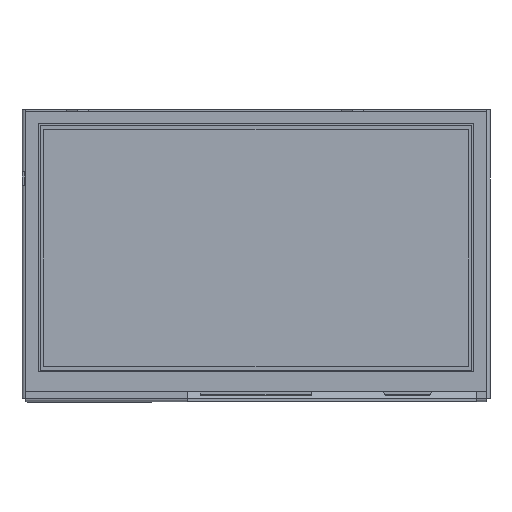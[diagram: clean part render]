
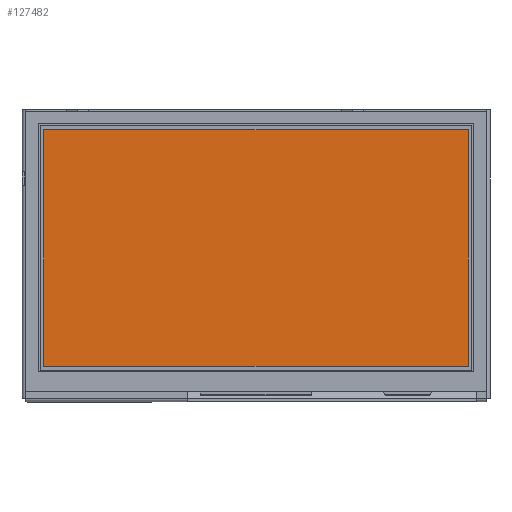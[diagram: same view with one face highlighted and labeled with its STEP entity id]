
A CAD part, top view. The second image highlights one B-rep face of the part: STEP entity #127482.
In plain terms, the highlighted planar face has unit normal (0, 0, 1).
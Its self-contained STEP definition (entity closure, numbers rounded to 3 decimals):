
#7476=PLANE('',#135312);
#13929=FACE_OUTER_BOUND('',#20988,.T.);
#20988=EDGE_LOOP('',(#118891,#118892,#118893,#118894));
#37752=LINE('',#210066,#52967);
#37753=LINE('',#210068,#52968);
#37754=LINE('',#210070,#52969);
#37755=LINE('',#210071,#52970);
#52967=VECTOR('',#165548,10.);
#52968=VECTOR('',#165549,10.);
#52969=VECTOR('',#165550,10.);
#52970=VECTOR('',#165551,10.);
#65015=VERTEX_POINT('',#210064);
#65016=VERTEX_POINT('',#210065);
#65017=VERTEX_POINT('',#210067);
#65018=VERTEX_POINT('',#210069);
#83074=EDGE_CURVE('',#65015,#65016,#37752,.T.);
#83075=EDGE_CURVE('',#65016,#65017,#37753,.T.);
#83076=EDGE_CURVE('',#65017,#65018,#37754,.T.);
#83077=EDGE_CURVE('',#65018,#65015,#37755,.T.);
#118891=ORIENTED_EDGE('',*,*,#83074,.T.);
#118892=ORIENTED_EDGE('',*,*,#83075,.T.);
#118893=ORIENTED_EDGE('',*,*,#83076,.T.);
#118894=ORIENTED_EDGE('',*,*,#83077,.T.);
#127482=ADVANCED_FACE('',(#13929),#7476,.T.);
#135312=AXIS2_PLACEMENT_3D('',#210063,#165546,#165547);
#165546=DIRECTION('center_axis',(0.,0.,
1.));
#165547=DIRECTION('ref_axis',(-1.,0.,0.));
#165548=DIRECTION('',(0.,1.,0.));
#165549=DIRECTION('',(-1.,0.,0.));
#165550=DIRECTION('',(0.,-1.,0.));
#165551=DIRECTION('',(1.,0.,0.));
#210063=CARTESIAN_POINT('Origin',(0.,-1.15,
6.98));
#210064=CARTESIAN_POINT('',(77.04,-42.96,6.98));
#210065=CARTESIAN_POINT('',(77.04,42.96,6.98));
#210066=CARTESIAN_POINT('',(77.04,20.905,6.98));
#210067=CARTESIAN_POINT('',(-77.04,42.96,6.98));
#210068=CARTESIAN_POINT('',(-38.52,42.96,6.98));
#210069=CARTESIAN_POINT('',(-77.04,-42.96,6.98));
#210070=CARTESIAN_POINT('',(-77.04,-22.055,6.98));
#210071=CARTESIAN_POINT('',(38.52,-42.96,6.98));
